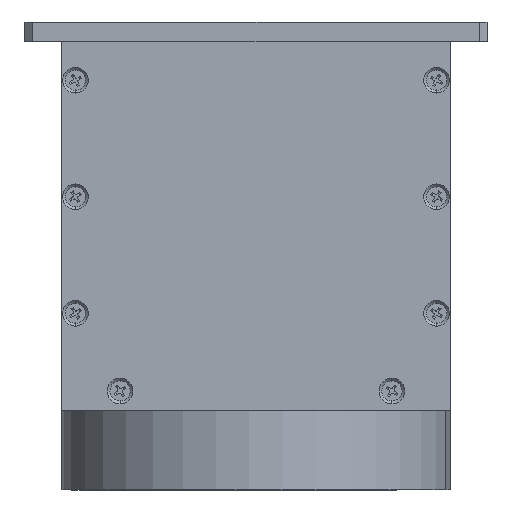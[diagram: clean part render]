
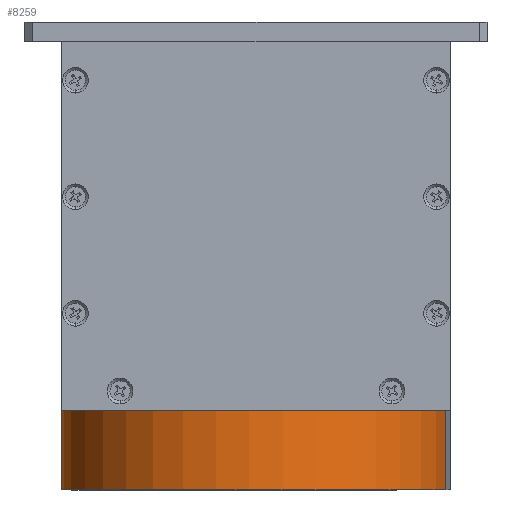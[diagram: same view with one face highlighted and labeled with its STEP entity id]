
A CAD part, left-side view. The second image highlights one B-rep face of the part: STEP entity #8259.
In plain terms, the highlighted cylindrical face has radius 50 mm (diameter 100 mm), a partial arc.
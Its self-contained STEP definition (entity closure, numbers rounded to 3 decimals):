
#424 = ORIENTED_EDGE ( 'NONE', *, *, #7149, .F. ) ;
#597 = DIRECTION ( 'NONE',  ( 0., 0., -1. ) ) ;
#620 = AXIS2_PLACEMENT_3D ( 'NONE', #16198, #1855, #5080 ) ;
#776 = CARTESIAN_POINT ( 'NONE',  ( 0., 0., -20.5 ) ) ;
#1836 = CARTESIAN_POINT ( 'NONE',  ( -10.392, -48.908, -20.5 ) ) ;
#1855 = DIRECTION ( 'NONE',  ( 0., 0., -1. ) ) ;
#2774 = CARTESIAN_POINT ( 'NONE',  ( 10.392, 48.908, -92.535 ) ) ;
#2804 = VERTEX_POINT ( 'NONE', #16288 ) ;
#3233 = CIRCLE ( 'NONE', #19704, 50. ) ;
#5019 = VECTOR ( 'NONE', #12962, 1000. ) ;
#5080 = DIRECTION ( 'NONE',  ( -0.208, -0.978, 0. ) ) ;
#5755 = VERTEX_POINT ( 'NONE', #15274 ) ;
#5815 = CIRCLE ( 'NONE', #12964, 50. ) ;
#6092 = ORIENTED_EDGE ( 'NONE', *, *, #12661, .T. ) ;
#7149 = EDGE_CURVE ( 'NONE', #20568, #11643, #8319, .T. ) ;
#8044 = CARTESIAN_POINT ( 'NONE',  ( -10.392, -48.908, -92.535 ) ) ;
#8259 = ADVANCED_FACE ( 'NONE', ( #8772 ), #19364, .T. ) ;
#8319 = LINE ( 'NONE', #8044, #5019 ) ;
#8600 = DIRECTION ( 'NONE',  ( 0., 0., -1. ) ) ;
#8697 = CARTESIAN_POINT ( 'NONE',  ( 0., 0., 0. ) ) ;
#8772 = FACE_OUTER_BOUND ( 'NONE', #14956, .T. ) ;
#9093 = DIRECTION ( 'NONE',  ( 0., 0., -1. ) ) ;
#9484 = CARTESIAN_POINT ( 'NONE',  ( -10.392, -48.908, 0. ) ) ;
#10924 = EDGE_CURVE ( 'NONE', #2804, #5755, #11209, .T. ) ;
#11209 = LINE ( 'NONE', #2774, #16181 ) ;
#11643 = VERTEX_POINT ( 'NONE', #1836 ) ;
#12661 = EDGE_CURVE ( 'NONE', #20568, #2804, #5815, .T. ) ;
#12962 = DIRECTION ( 'NONE',  ( 0., 0., -1. ) ) ;
#12964 = AXIS2_PLACEMENT_3D ( 'NONE', #8697, #597, #14954 ) ;
#13927 = ORIENTED_EDGE ( 'NONE', *, *, #19724, .F. ) ;
#14934 = ORIENTED_EDGE ( 'NONE', *, *, #10924, .T. ) ;
#14954 = DIRECTION ( 'NONE',  ( -0.208, -0.978, 0. ) ) ;
#14956 = EDGE_LOOP ( 'NONE', ( #6092, #14934, #13927, #424 ) ) ;
#15274 = CARTESIAN_POINT ( 'NONE',  ( 10.392, 48.908, -20.5 ) ) ;
#16181 = VECTOR ( 'NONE', #9093, 1000. ) ;
#16198 = CARTESIAN_POINT ( 'NONE',  ( 0., 0., -92.535 ) ) ;
#16288 = CARTESIAN_POINT ( 'NONE',  ( 10.392, 48.908, 0. ) ) ;
#19364 = CYLINDRICAL_SURFACE ( 'NONE', #620, 50. ) ;
#19704 = AXIS2_PLACEMENT_3D ( 'NONE', #776, #8600, #19790 ) ;
#19724 = EDGE_CURVE ( 'NONE', #11643, #5755, #3233, .T. ) ;
#19790 = DIRECTION ( 'NONE',  ( -0.208, -0.978, 0. ) ) ;
#20568 = VERTEX_POINT ( 'NONE', #9484 ) ;
